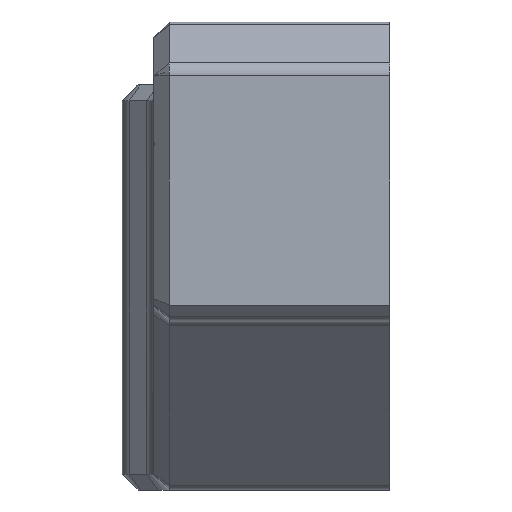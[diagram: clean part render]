
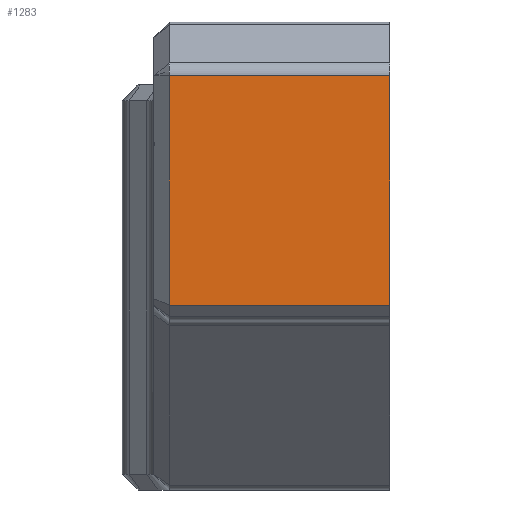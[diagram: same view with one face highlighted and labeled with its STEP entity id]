
A CAD part, front view. The second image highlights one B-rep face of the part: STEP entity #1283.
In plain terms, the highlighted planar face has unit normal (0, -1, 0).
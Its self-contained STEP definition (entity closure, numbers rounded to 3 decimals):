
#146 = CARTESIAN_POINT ( 'NONE',  ( 12., 0., 1.152 ) ) ;
#286 = DIRECTION ( 'NONE',  ( 1., 0., 0. ) ) ;
#666 = LINE ( 'NONE', #3551, #3587 ) ;
#674 = EDGE_CURVE ( 'NONE', #3244, #4167, #3640, .T. ) ;
#774 = DIRECTION ( 'NONE',  ( 0., 0., -1. ) ) ;
#1063 = LINE ( 'NONE', #3980, #3700 ) ;
#1111 = AXIS2_PLACEMENT_3D ( 'NONE', #4106, #3780, #4955 ) ;
#1143 = ORIENTED_EDGE ( 'NONE', *, *, #5141, .T. ) ;
#1283 = ADVANCED_FACE ( 'NONE', ( #2123 ), #2449, .T. ) ;
#1410 = EDGE_CURVE ( 'NONE', #4167, #1465, #3066, .T. ) ;
#1465 = VERTEX_POINT ( 'NONE', #5241 ) ;
#2011 = ORIENTED_EDGE ( 'NONE', *, *, #674, .T. ) ;
#2123 = FACE_OUTER_BOUND ( 'NONE', #4475, .T. ) ;
#2449 = PLANE ( 'NONE',  #1111 ) ;
#2482 = ORIENTED_EDGE ( 'NONE', *, *, #1410, .T. ) ;
#3064 = CARTESIAN_POINT ( 'NONE',  ( 42., 0., 1.152 ) ) ;
#3066 = LINE ( 'NONE', #146, #3784 ) ;
#3244 = VERTEX_POINT ( 'NONE', #4508 ) ;
#3432 = ORIENTED_EDGE ( 'NONE', *, *, #4284, .T. ) ;
#3471 = DIRECTION ( 'NONE',  ( -1., 0., 0. ) ) ;
#3551 = CARTESIAN_POINT ( 'NONE',  ( 14., 0., -28. ) ) ;
#3587 = VECTOR ( 'NONE', #774, 1000. ) ;
#3589 = VECTOR ( 'NONE', #4870, 1000. ) ;
#3640 = LINE ( 'NONE', #4953, #3589 ) ;
#3700 = VECTOR ( 'NONE', #286, 1000. ) ;
#3780 = DIRECTION ( 'NONE',  ( 0., -1., 0. ) ) ;
#3784 = VECTOR ( 'NONE', #3471, 1000. ) ;
#3817 = VERTEX_POINT ( 'NONE', #4712 ) ;
#3980 = CARTESIAN_POINT ( 'NONE',  ( 42., 0., -28. ) ) ;
#4106 = CARTESIAN_POINT ( 'NONE',  ( 0., 0., -51.5 ) ) ;
#4167 = VERTEX_POINT ( 'NONE', #3064 ) ;
#4284 = EDGE_CURVE ( 'NONE', #1465, #3817, #666, .T. ) ;
#4475 = EDGE_LOOP ( 'NONE', ( #2482, #3432, #1143, #2011 ) ) ;
#4508 = CARTESIAN_POINT ( 'NONE',  ( 42., 0., -28. ) ) ;
#4712 = CARTESIAN_POINT ( 'NONE',  ( 14., 0., -28. ) ) ;
#4870 = DIRECTION ( 'NONE',  ( 0., 0., 1. ) ) ;
#4953 = CARTESIAN_POINT ( 'NONE',  ( 42., 0., -51.5 ) ) ;
#4955 = DIRECTION ( 'NONE',  ( 0., 0., -1. ) ) ;
#5141 = EDGE_CURVE ( 'NONE', #3817, #3244, #1063, .T. ) ;
#5241 = CARTESIAN_POINT ( 'NONE',  ( 14., 0., 1.152 ) ) ;
